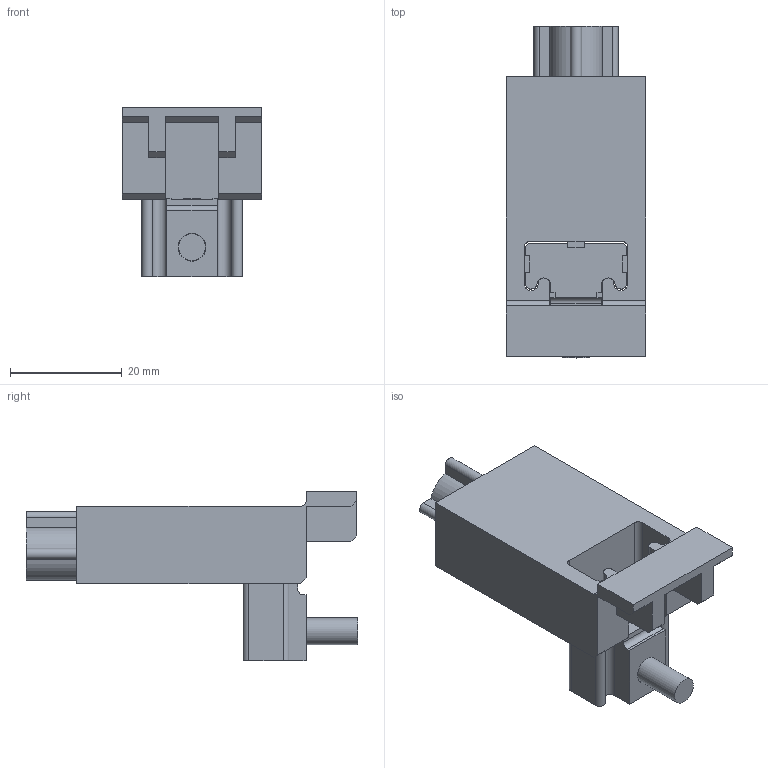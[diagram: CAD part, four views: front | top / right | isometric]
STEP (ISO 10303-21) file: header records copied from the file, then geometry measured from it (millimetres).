
FILE_DESCRIPTION( ( 'STEP AP214' ), '1' );
FILE_NAME( 'hs50_ci.stp', '2021-04-06T12:36:25', ( 'License CC BY-ND 4.0' ), ( 'CADENAS' ), ' ', 'PARTsolutions', ' ' );
FILE_SCHEMA( ( 'AUTOMOTIVE_DESIGN { 1 0 10303 214 1 1 1 1 }' ) );
Length unit declared in the file: millimetre
Products named in the file (1): _002292
Bounding box: 25 x 59.25 x 30.3 mm (x, y, z)
Volume: 15502.4 mm3; surface area: 7220.1 mm2
Topology: 1 solids, 2 shells, 114 faces, 339 edges, 222 vertices
Faces by surface type: plane 81, cylinder 29, cone 4
Full cylindrical faces by diameter (mm): 3.9 x1, 4.8 x2, 5 x2
Entity records: 4694 total; most frequent: CARTESIAN_POINT 687, ORIENTED_EDGE 656, DIRECTION 618, EDGE_CURVE 328, LINE 260, VECTOR 260, VERTEX_POINT 220, AXIS2_PLACEMENT_3D 179
